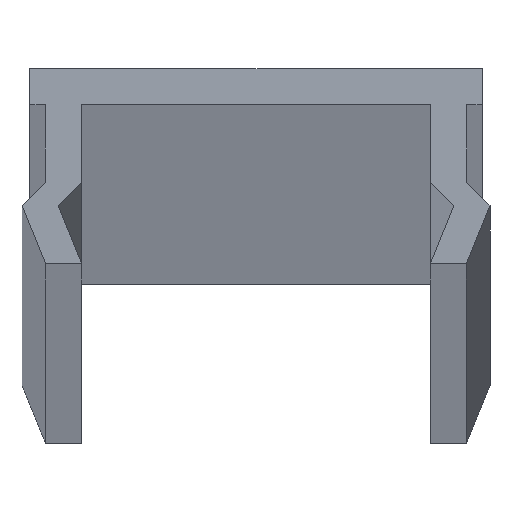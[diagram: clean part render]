
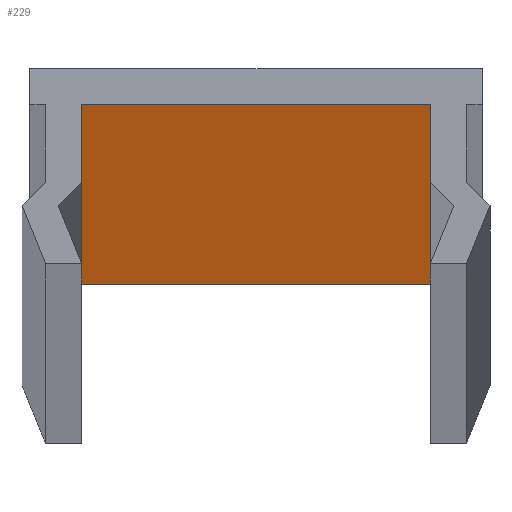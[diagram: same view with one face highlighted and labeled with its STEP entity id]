
A CAD part, top view. The second image highlights one B-rep face of the part: STEP entity #229.
In plain terms, the highlighted planar face has unit normal (0, -1, 0).
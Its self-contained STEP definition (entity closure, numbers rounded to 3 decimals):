
#5 = VECTOR ( 'NONE', #164, 1000. ) ;
#57 = VERTEX_POINT ( 'NONE', #196 ) ;
#60 = VECTOR ( 'NONE', #91, 1000. ) ;
#67 = VERTEX_POINT ( 'NONE', #230 ) ;
#88 = VERTEX_POINT ( 'NONE', #499 ) ;
#91 = DIRECTION ( 'NONE',  ( 0., 0., -1. ) ) ;
#105 = LINE ( 'NONE', #279, #5 ) ;
#149 = ORIENTED_EDGE ( 'NONE', *, *, #252, .T. ) ;
#164 = DIRECTION ( 'NONE',  ( 1., 0., 0. ) ) ;
#196 = CARTESIAN_POINT ( 'NONE',  ( -3.394, -0.7, 0. ) ) ;
#211 = LINE ( 'NONE', #663, #60 ) ;
#229 = ADVANCED_FACE ( 'NONE', ( #576 ), #402, .F. ) ;
#230 = CARTESIAN_POINT ( 'NONE',  ( 3.394, -0.7, 2000. ) ) ;
#239 = CARTESIAN_POINT ( 'NONE',  ( 3.394, -0.7, 2000. ) ) ;
#245 = DIRECTION ( 'NONE',  ( 1., 0., 0. ) ) ;
#252 = EDGE_CURVE ( 'NONE', #57, #605, #105, .T. ) ;
#279 = CARTESIAN_POINT ( 'NONE',  ( -3.394, -0.7, 0. ) ) ;
#283 = CARTESIAN_POINT ( 'NONE',  ( -3.394, -0.7, 2000. ) ) ;
#301 = EDGE_CURVE ( 'NONE', #67, #605, #584, .T. ) ;
#333 = DIRECTION ( 'NONE',  ( 0., 0., 1. ) ) ;
#343 = AXIS2_PLACEMENT_3D ( 'NONE', #283, #644, #333 ) ;
#366 = ORIENTED_EDGE ( 'NONE', *, *, #529, .F. ) ;
#402 = PLANE ( 'NONE',  #343 ) ;
#466 = DIRECTION ( 'NONE',  ( 0., 0., -1. ) ) ;
#488 = ORIENTED_EDGE ( 'NONE', *, *, #301, .F. ) ;
#499 = CARTESIAN_POINT ( 'NONE',  ( -3.394, -0.7, 2000. ) ) ;
#529 = EDGE_CURVE ( 'NONE', #88, #67, #541, .T. ) ;
#541 = LINE ( 'NONE', #725, #558 ) ;
#558 = VECTOR ( 'NONE', #245, 1000. ) ;
#576 = FACE_OUTER_BOUND ( 'NONE', #633, .T. ) ;
#584 = LINE ( 'NONE', #239, #587 ) ;
#587 = VECTOR ( 'NONE', #466, 1000. ) ;
#605 = VERTEX_POINT ( 'NONE', #666 ) ;
#633 = EDGE_LOOP ( 'NONE', ( #149, #488, #366, #761 ) ) ;
#644 = DIRECTION ( 'NONE',  ( 0., 1., 0. ) ) ;
#663 = CARTESIAN_POINT ( 'NONE',  ( -3.394, -0.7, 2000. ) ) ;
#666 = CARTESIAN_POINT ( 'NONE',  ( 3.394, -0.7, 0. ) ) ;
#672 = EDGE_CURVE ( 'NONE', #88, #57, #211, .T. ) ;
#725 = CARTESIAN_POINT ( 'NONE',  ( -3.394, -0.7, 2000. ) ) ;
#761 = ORIENTED_EDGE ( 'NONE', *, *, #672, .T. ) ;
